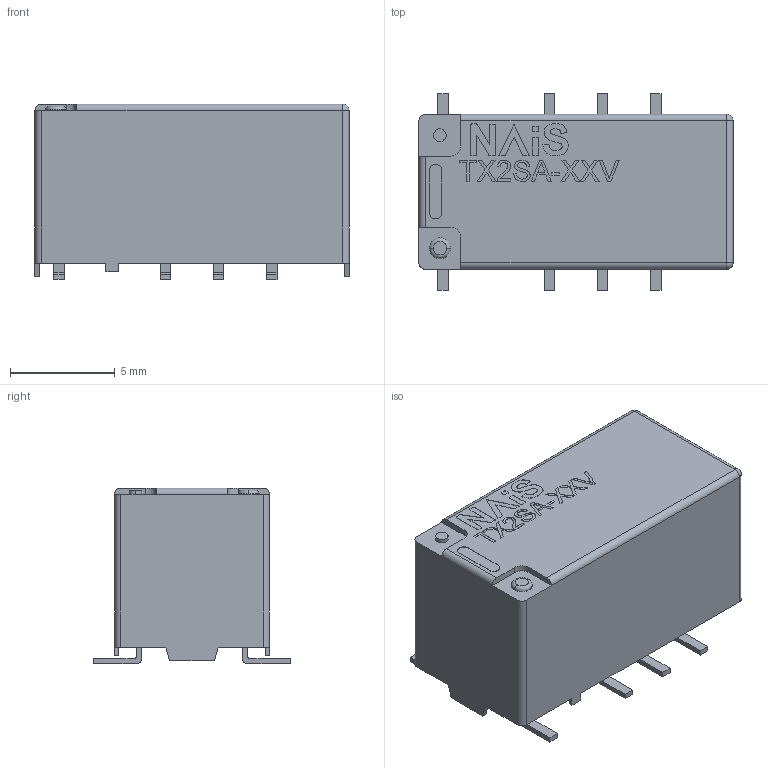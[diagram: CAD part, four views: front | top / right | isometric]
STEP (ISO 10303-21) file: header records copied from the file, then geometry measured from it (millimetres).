
FILE_DESCRIPTION (( 'STEP AP214' ), '1' );
FILE_NAME ('A34A342D-58C0-429B-9D10-C3E7366ED7AC.STEP', '2023-11-10T14:30:49', ( '' ), ( '' ), 'SwSTEP 2.0', 'SolidWorks 2022', '' );
FILE_SCHEMA (( 'AUTOMOTIVE_DESIGN' ));
Length unit declared in the file: millimetre
Products named in the file (1): A34A342D-58C0-429B-9D10-C3E7366ED7AC
Bounding box: 15 x 9.4 x 8.4 mm (x, y, z)
Volume: 823.5 mm3; surface area: 604.2 mm2
Topology: 1 solids, 1 shells, 312 faces, 834 edges, 544 vertices
Faces by surface type: plane 206, cylinder 57, bspline 45, torus 2, sphere 2
Entity records: 12918 total; most frequent: CARTESIAN_POINT 3930, ORIENTED_EDGE 1656, DIRECTION 1384, EDGE_CURVE 828, VECTOR 628, LINE 628, VERTEX_POINT 544, AXIS2_PLACEMENT_3D 378
